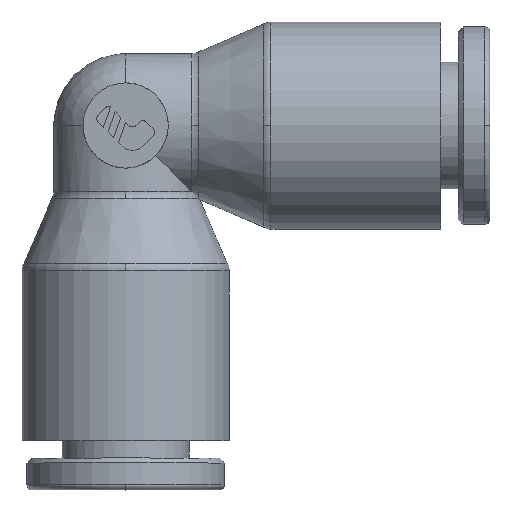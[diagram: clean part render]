
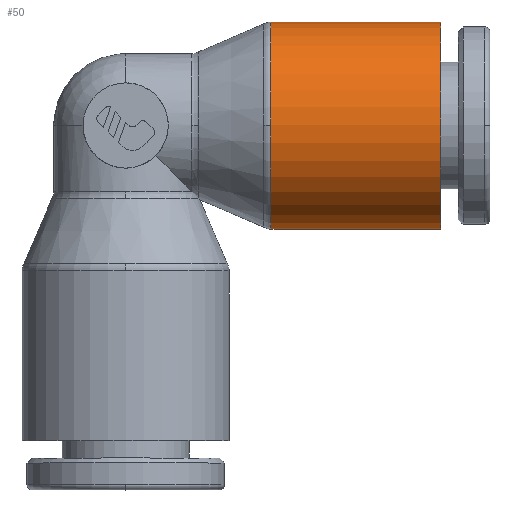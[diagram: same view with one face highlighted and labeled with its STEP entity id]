
A CAD part, top view. The second image highlights one B-rep face of the part: STEP entity #50.
In plain terms, the highlighted cylindrical face has radius 4.25 mm (diameter 8.5 mm), a partial arc.
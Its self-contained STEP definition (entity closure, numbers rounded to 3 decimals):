
#50=ADVANCED_FACE('',(#130),#131,.T.);
#130=FACE_OUTER_BOUND('',#289,.T.);
#131=CYLINDRICAL_SURFACE('',#290,4.25);
#289=EDGE_LOOP('',(#470,#471,#472,#473,#474));
#290=AXIS2_PLACEMENT_3D('',#475,#476,#477);
#470=ORIENTED_EDGE('',*,*,#1055,.F.);
#471=ORIENTED_EDGE('',*,*,#1056,.T.);
#472=ORIENTED_EDGE('',*,*,#1057,.T.);
#473=ORIENTED_EDGE('',*,*,#1058,.F.);
#474=ORIENTED_EDGE('',*,*,#1059,.F.);
#475=CARTESIAN_POINT('',(-3.482,0.0,0.0));
#476=DIRECTION('',(1.0,0.0,0.0));
#477=DIRECTION('',(0.0,1.0,0.0));
#1055=EDGE_CURVE('',#1256,#1257,#1258,.T.);
#1056=EDGE_CURVE('',#1256,#1259,#1260,.T.);
#1057=EDGE_CURVE('',#1259,#1261,#1262,.T.);
#1058=EDGE_CURVE('',#1263,#1261,#1264,.T.);
#1059=EDGE_CURVE('',#1257,#1263,#1265,.T.);
#1256=VERTEX_POINT('',#1570);
#1257=VERTEX_POINT('',#1571);
#1258=LINE('',#1572,#1573);
#1259=VERTEX_POINT('',#1574);
#1260=CIRCLE('',#1575,4.25);
#1261=VERTEX_POINT('',#1576);
#1262=CIRCLE('',#1577,4.25);
#1263=VERTEX_POINT('',#1578);
#1264=LINE('',#1579,#1580);
#1265=CIRCLE('',#1581,4.25);
#1570=CARTESIAN_POINT('',(-6.964,4.25,0.0));
#1571=CARTESIAN_POINT('',(0.,4.25,0.0));
#1572=CARTESIAN_POINT('',(-3.482,4.25,0.));
#1573=VECTOR('',#2109,1.0);
#1574=CARTESIAN_POINT('',(-6.964,0.,4.25));
#1575=AXIS2_PLACEMENT_3D('',#2110,#2111,#2112);
#1576=CARTESIAN_POINT('',(-6.964,-4.25,0.));
#1577=AXIS2_PLACEMENT_3D('',#2113,#2114,#2115);
#1578=CARTESIAN_POINT('',(0.,-4.25,0.));
#1579=CARTESIAN_POINT('',(-3.482,-4.25,0.));
#1580=VECTOR('',#2116,1.0);
#1581=AXIS2_PLACEMENT_3D('',#2117,#2118,#2119);
#2109=DIRECTION('',(1.0,0.0,0.0));
#2110=CARTESIAN_POINT('',(-6.964,0.0,0.0));
#2111=DIRECTION('',(1.0,0.0,0.0));
#2112=DIRECTION('',(0.0,1.0,0.0));
#2113=CARTESIAN_POINT('',(-6.964,0.0,0.0));
#2114=DIRECTION('',(1.0,0.0,0.0));
#2115=DIRECTION('',(0.0,1.0,0.0));
#2116=DIRECTION('',(-1.0,-0.0,-0.0));
#2117=CARTESIAN_POINT('',(0.,0.0,0.0));
#2118=DIRECTION('',(1.0,0.0,0.0));
#2119=DIRECTION('',(0.0,1.0,0.0));
